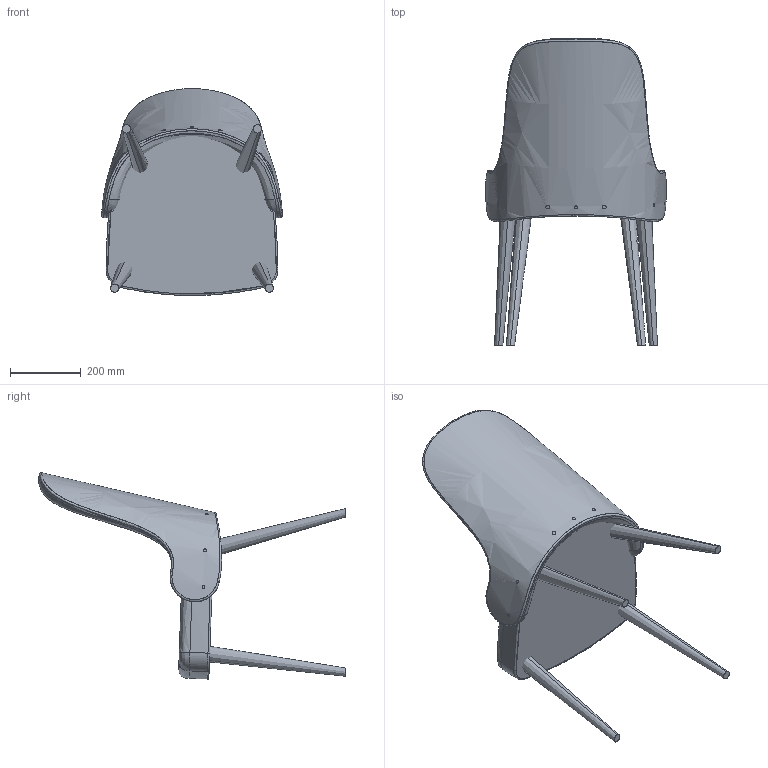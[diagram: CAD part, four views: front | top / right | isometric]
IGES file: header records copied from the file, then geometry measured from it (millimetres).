
Start section: SolidWorks IGES file using analytic representation for surfaces
Global section: file name: Cadeira_A966.IGS; native system: SolidWorks 2018; preprocessor: SolidWorks 2018; author: Mateus; date: 180801.144112; units: millimetre
Bounding box: 510.12 x 867.1 x 583.67 mm (x, y, z)
Surface area: 1273510 mm2 (no closed solid volume)
Topology: 0 solids, 0 shells, 117 faces, 2411 edges, 2411 vertices
Faces by surface type: bspline 87, revolution 30
